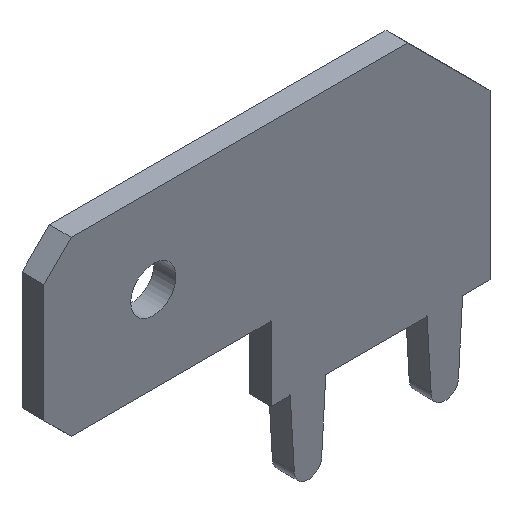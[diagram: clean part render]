
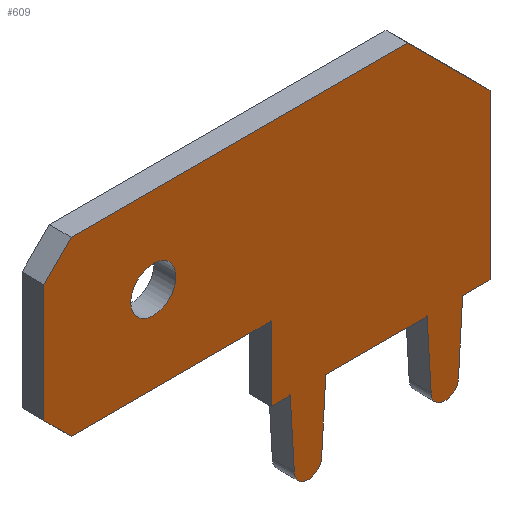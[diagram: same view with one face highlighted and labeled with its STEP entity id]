
A CAD part, isometric view. The second image highlights one B-rep face of the part: STEP entity #609.
In plain terms, the highlighted planar face has unit normal (0, -1, 0).
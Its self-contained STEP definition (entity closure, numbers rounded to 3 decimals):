
#24 = VERTEX_POINT('',#25);
#25 = CARTESIAN_POINT('',(-0.65,-0.4,0.));
#31 = EDGE_CURVE('',#24,#32,#34,.T.);
#32 = VERTEX_POINT('',#33);
#33 = CARTESIAN_POINT('',(-0.5,-0.4,-2.5));
#34 = LINE('',#35,#36);
#35 = CARTESIAN_POINT('',(-0.65,-0.4,0.));
#36 = VECTOR('',#37,1.);
#37 = DIRECTION('',(0.06,0.,
    -0.998));
#62 = EDGE_CURVE('',#32,#63,#65,.T.);
#63 = VERTEX_POINT('',#64);
#64 = CARTESIAN_POINT('',(0.5,-0.4,-2.5));
#65 = CIRCLE('',#66,0.5);
#66 = AXIS2_PLACEMENT_3D('',#67,#68,#69);
#67 = CARTESIAN_POINT('',(0.,-0.4,-2.5));
#68 = DIRECTION('',(0.,-1.,0.));
#69 = DIRECTION('',(1.,0.,0.));
#95 = EDGE_CURVE('',#63,#96,#98,.T.);
#96 = VERTEX_POINT('',#97);
#97 = CARTESIAN_POINT('',(0.65,-0.4,0.));
#98 = LINE('',#99,#100);
#99 = CARTESIAN_POINT('',(0.5,-0.4,-2.5));
#100 = VECTOR('',#101,1.);
#101 = DIRECTION('',(0.06,0.,
    0.998));
#126 = EDGE_CURVE('',#96,#127,#129,.T.);
#127 = VERTEX_POINT('',#128);
#128 = CARTESIAN_POINT('',(4.35,-0.4,0.));
#129 = LINE('',#130,#131);
#130 = CARTESIAN_POINT('',(0.65,-0.4,0.));
#131 = VECTOR('',#132,1.);
#132 = DIRECTION('',(1.,0.,0.));
#157 = EDGE_CURVE('',#127,#158,#160,.T.);
#158 = VERTEX_POINT('',#159);
#159 = CARTESIAN_POINT('',(4.5,-0.4,-2.5));
#160 = LINE('',#161,#162);
#161 = CARTESIAN_POINT('',(4.35,-0.4,0.));
#162 = VECTOR('',#163,1.);
#163 = DIRECTION('',(0.06,0.,
    -0.998));
#188 = EDGE_CURVE('',#158,#189,#191,.T.);
#189 = VERTEX_POINT('',#190);
#190 = CARTESIAN_POINT('',(5.5,-0.4,-2.5));
#191 = CIRCLE('',#192,0.5);
#192 = AXIS2_PLACEMENT_3D('',#193,#194,#195);
#193 = CARTESIAN_POINT('',(5.,-0.4,-2.5));
#194 = DIRECTION('',(0.,-1.,0.));
#195 = DIRECTION('',(1.,0.,0.));
#221 = EDGE_CURVE('',#189,#222,#224,.T.);
#222 = VERTEX_POINT('',#223);
#223 = CARTESIAN_POINT('',(5.65,-0.4,0.));
#224 = LINE('',#225,#226);
#225 = CARTESIAN_POINT('',(5.5,-0.4,-2.5));
#226 = VECTOR('',#227,1.);
#227 = DIRECTION('',(0.06,0.,
    0.998));
#252 = EDGE_CURVE('',#222,#253,#255,.T.);
#253 = VERTEX_POINT('',#254);
#254 = CARTESIAN_POINT('',(6.65,-0.4,0.));
#255 = LINE('',#256,#257);
#256 = CARTESIAN_POINT('',(5.65,-0.4,0.));
#257 = VECTOR('',#258,1.);
#258 = DIRECTION('',(1.,0.,0.));
#283 = EDGE_CURVE('',#253,#284,#286,.T.);
#284 = VERTEX_POINT('',#285);
#285 = CARTESIAN_POINT('',(6.65,-0.4,6.));
#286 = LINE('',#287,#288);
#287 = CARTESIAN_POINT('',(6.65,-0.4,0.));
#288 = VECTOR('',#289,1.);
#289 = DIRECTION('',(0.,0.,1.));
#314 = EDGE_CURVE('',#284,#315,#317,.T.);
#315 = VERTEX_POINT('',#316);
#316 = CARTESIAN_POINT('',(3.65,-0.4,9.));
#317 = LINE('',#318,#319);
#318 = CARTESIAN_POINT('',(6.65,-0.4,6.));
#319 = VECTOR('',#320,1.);
#320 = DIRECTION('',(-0.707,0.,0.707)
  );
#345 = EDGE_CURVE('',#315,#346,#348,.T.);
#346 = VERTEX_POINT('',#347);
#347 = CARTESIAN_POINT('',(-8.65,-0.4,9.));
#348 = LINE('',#349,#350);
#349 = CARTESIAN_POINT('',(3.65,-0.4,9.));
#350 = VECTOR('',#351,1.);
#351 = DIRECTION('',(-1.,-0.,0.));
#376 = EDGE_CURVE('',#346,#377,#379,.T.);
#377 = VERTEX_POINT('',#378);
#378 = CARTESIAN_POINT('',(-9.65,-0.4,8.));
#379 = LINE('',#380,#381);
#380 = CARTESIAN_POINT('',(-8.65,-0.4,9.));
#381 = VECTOR('',#382,1.);
#382 = DIRECTION('',(-0.707,0.,-0.707)
  );
#407 = EDGE_CURVE('',#377,#408,#410,.T.);
#408 = VERTEX_POINT('',#409);
#409 = CARTESIAN_POINT('',(-9.65,-0.4,3.7));
#410 = LINE('',#411,#412);
#411 = CARTESIAN_POINT('',(-9.65,-0.4,8.));
#412 = VECTOR('',#413,1.);
#413 = DIRECTION('',(0.,0.,-1.));
#438 = EDGE_CURVE('',#408,#439,#441,.T.);
#439 = VERTEX_POINT('',#440);
#440 = CARTESIAN_POINT('',(-8.65,-0.4,2.7));
#441 = LINE('',#442,#443);
#442 = CARTESIAN_POINT('',(-9.65,-0.4,3.7));
#443 = VECTOR('',#444,1.);
#444 = DIRECTION('',(0.707,0.,-0.707)
  );
#469 = EDGE_CURVE('',#439,#470,#472,.T.);
#470 = VERTEX_POINT('',#471);
#471 = CARTESIAN_POINT('',(-1.35,-0.4,2.7));
#472 = LINE('',#473,#474);
#473 = CARTESIAN_POINT('',(-8.65,-0.4,2.7));
#474 = VECTOR('',#475,1.);
#475 = DIRECTION('',(1.,0.,0.));
#500 = EDGE_CURVE('',#470,#501,#503,.T.);
#501 = VERTEX_POINT('',#502);
#502 = CARTESIAN_POINT('',(-1.35,-0.4,0.));
#503 = LINE('',#504,#505);
#504 = CARTESIAN_POINT('',(-1.35,-0.4,2.7));
#505 = VECTOR('',#506,1.);
#506 = DIRECTION('',(0.,0.,-1.));
#531 = EDGE_CURVE('',#501,#24,#532,.T.);
#532 = LINE('',#533,#534);
#533 = CARTESIAN_POINT('',(-1.35,-0.4,0.));
#534 = VECTOR('',#535,1.);
#535 = DIRECTION('',(1.,0.,0.));
#555 = VERTEX_POINT('',#556);
#556 = CARTESIAN_POINT('',(-4.825,-0.4,5.85));
#562 = EDGE_CURVE('',#555,#555,#563,.T.);
#563 = CIRCLE('',#564,0.825);
#564 = AXIS2_PLACEMENT_3D('',#565,#566,#567);
#565 = CARTESIAN_POINT('',(-5.65,-0.4,5.85));
#566 = DIRECTION('',(0.,-1.,0.));
#567 = DIRECTION('',(1.,0.,0.));
#609 = ADVANCED_FACE('',(#610,#629),#632,.T.);
#610 = FACE_BOUND('',#611,.T.);
#611 = EDGE_LOOP('',(#612,#613,#614,#615,#616,#617,#618,#619,#620,#621,
    #622,#623,#624,#625,#626,#627,#628));
#612 = ORIENTED_EDGE('',*,*,#31,.T.);
#613 = ORIENTED_EDGE('',*,*,#62,.T.);
#614 = ORIENTED_EDGE('',*,*,#95,.T.);
#615 = ORIENTED_EDGE('',*,*,#126,.T.);
#616 = ORIENTED_EDGE('',*,*,#157,.T.);
#617 = ORIENTED_EDGE('',*,*,#188,.T.);
#618 = ORIENTED_EDGE('',*,*,#221,.T.);
#619 = ORIENTED_EDGE('',*,*,#252,.T.);
#620 = ORIENTED_EDGE('',*,*,#283,.T.);
#621 = ORIENTED_EDGE('',*,*,#314,.T.);
#622 = ORIENTED_EDGE('',*,*,#345,.T.);
#623 = ORIENTED_EDGE('',*,*,#376,.T.);
#624 = ORIENTED_EDGE('',*,*,#407,.T.);
#625 = ORIENTED_EDGE('',*,*,#438,.T.);
#626 = ORIENTED_EDGE('',*,*,#469,.T.);
#627 = ORIENTED_EDGE('',*,*,#500,.T.);
#628 = ORIENTED_EDGE('',*,*,#531,.T.);
#629 = FACE_BOUND('',#630,.T.);
#630 = EDGE_LOOP('',(#631));
#631 = ORIENTED_EDGE('',*,*,#562,.F.);
#632 = PLANE('',#633);
#633 = AXIS2_PLACEMENT_3D('',#634,#635,#636);
#634 = CARTESIAN_POINT('',(-0.504,-0.4,3.524));
#635 = DIRECTION('',(0.,-1.,0.));
#636 = DIRECTION('',(0.,0.,-1.));
